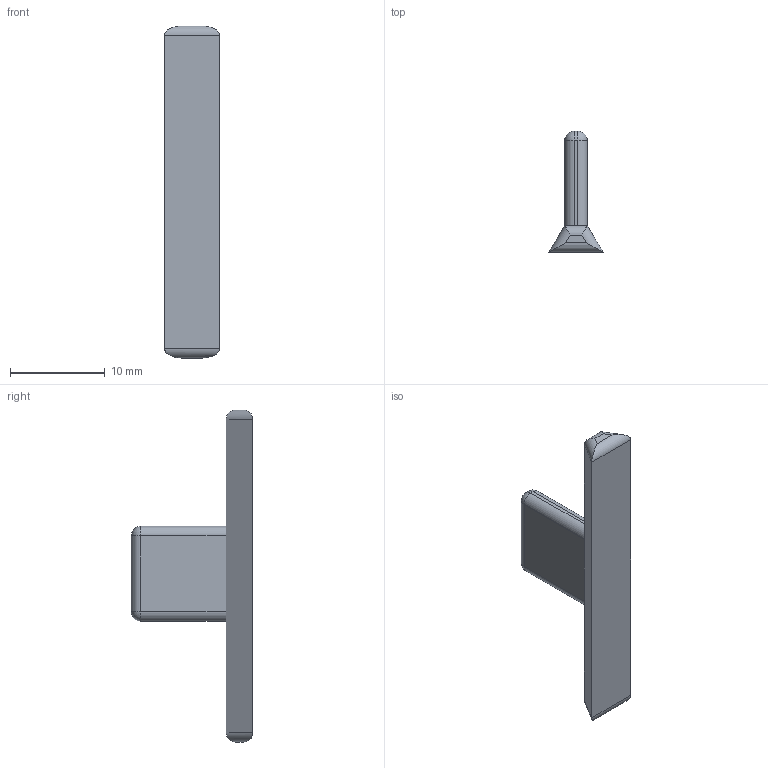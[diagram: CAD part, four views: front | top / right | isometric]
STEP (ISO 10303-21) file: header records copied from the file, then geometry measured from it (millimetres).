
FILE_DESCRIPTION(/* description */ (''),/* implementation_level */ '2;1');
FILE_NAME(/* name */ 'locking_pin_joint2_3_4_might_need_some_scaling.step',/* time_stamp */ '2025-12-09T20:14:00+01:00',/* author */ (''),/* organization */ (''),/* preprocessor_version */ 'ST-DEVELOPER v20.1',/* originating_system */ 'Autodesk Translation Framework v14.21.0.0',/* authorisation */ '');
FILE_SCHEMA (('AUTOMOTIVE_DESIGN { 1 0 10303 214 3 1 1 }'));
Length unit declared in the file: millimetre
Products named in the file (1): FusionComponent
Bounding box: 5.8 x 12.81 x 35 mm (x, y, z)
Volume: 617.9 mm3; surface area: 744.8 mm2
Topology: 1 solids, 1 shells, 32 faces, 66 edges, 36 vertices
Faces by surface type: cylinder 16, plane 12, sphere 4
Entity records: 855 total; most frequent: DIRECTION 156, CARTESIAN_POINT 135, ORIENTED_EDGE 132, EDGE_CURVE 66, AXIS2_PLACEMENT_3D 57, LINE 42, VECTOR 42, VERTEX_POINT 36
